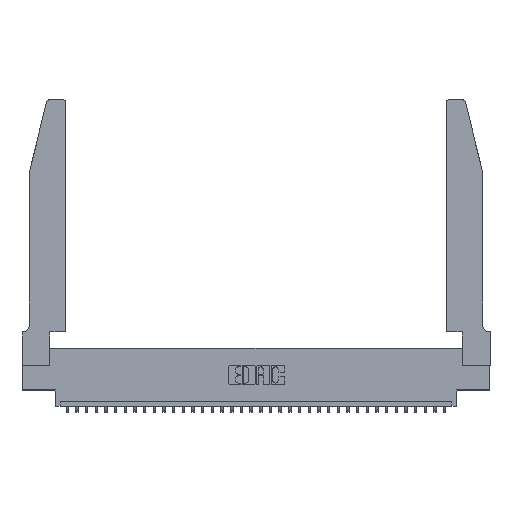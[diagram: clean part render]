
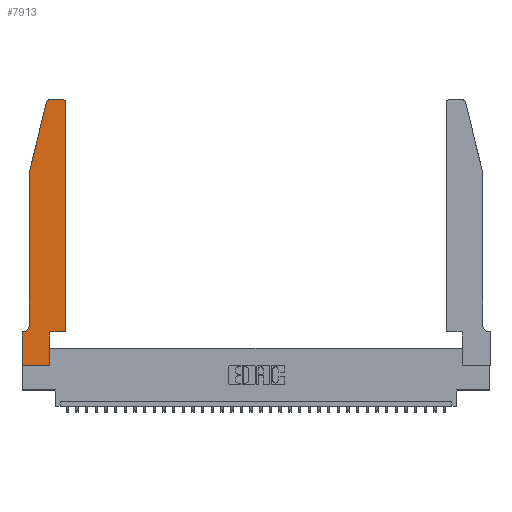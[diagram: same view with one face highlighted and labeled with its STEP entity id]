
A CAD part, top view. The second image highlights one B-rep face of the part: STEP entity #7913.
In plain terms, the highlighted planar face has unit normal (0, 0, 1).
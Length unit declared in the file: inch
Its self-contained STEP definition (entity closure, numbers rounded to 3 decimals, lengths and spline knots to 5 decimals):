
#78 = CIRCLE ( 'NONE', #11687, 0.07 ) ;
#159 = DIRECTION ( 'NONE',  ( 0., 0., 1. ) ) ;
#305 = EDGE_CURVE ( 'NONE', #10972, #17233, #7249, .T. ) ;
#1209 = DIRECTION ( 'NONE',  ( -1., 0., 0. ) ) ;
#1342 = LINE ( 'NONE', #31991, #3397 ) ;
#1419 = CARTESIAN_POINT ( 'NONE',  ( 0.0755, 0.42, 0.37 ) ) ;
#1698 = DIRECTION ( 'NONE',  ( 1., 0., 0. ) ) ;
#1868 = AXIS2_PLACEMENT_3D ( 'NONE', #27260, #159, #10938 ) ;
#1957 = EDGE_CURVE ( 'NONE', #20117, #14536, #5842, .T. ) ;
#2120 = VERTEX_POINT ( 'NONE', #34430 ) ;
#2482 = DIRECTION ( 'NONE',  ( -1., 0., 0. ) ) ;
#2497 = AXIS2_PLACEMENT_3D ( 'NONE', #12435, #17651, #1698 ) ;
#3364 = AXIS2_PLACEMENT_3D ( 'NONE', #20470, #14859, #33898 ) ;
#3397 = VECTOR ( 'NONE', #29467, 39.37008 ) ;
#4280 = EDGE_CURVE ( 'NONE', #23099, #2120, #11151, .T. ) ;
#4666 = LINE ( 'NONE', #7282, #28972 ) ;
#5646 = ORIENTED_EDGE ( 'NONE', *, *, #33115, .T. ) ;
#5842 = CIRCLE ( 'NONE', #3364, 0.03 ) ;
#6060 = ORIENTED_EDGE ( 'NONE', *, *, #29017, .T. ) ;
#6262 = EDGE_CURVE ( 'NONE', #33135, #20264, #25501, .T. ) ;
#6383 = EDGE_CURVE ( 'NONE', #31389, #10319, #19973, .T. ) ;
#7133 = ORIENTED_EDGE ( 'NONE', *, *, #29462, .T. ) ;
#7249 = LINE ( 'NONE', #17855, #28109 ) ;
#7282 = CARTESIAN_POINT ( 'NONE',  ( 0., 0., 0.37 ) ) ;
#7605 = DIRECTION ( 'NONE',  ( 0., 1., 0. ) ) ;
#7769 = VERTEX_POINT ( 'NONE', #23771 ) ;
#7913 = ADVANCED_FACE ( 'NONE', ( #16856 ), #21845, .T. ) ;
#9004 = ORIENTED_EDGE ( 'NONE', *, *, #4280, .T. ) ;
#10319 = VERTEX_POINT ( 'NONE', #15128 ) ;
#10683 = VECTOR ( 'NONE', #30019, 39.37008 ) ;
#10705 = EDGE_CURVE ( 'NONE', #10319, #7769, #18879, .T. ) ;
#10938 = DIRECTION ( 'NONE',  ( 1., 0., 0. ) ) ;
#10972 = VERTEX_POINT ( 'NONE', #12861 ) ;
#11151 = LINE ( 'NONE', #23654, #15481 ) ;
#11687 = AXIS2_PLACEMENT_3D ( 'NONE', #12303, #15163, #1209 ) ;
#12303 = CARTESIAN_POINT ( 'NONE',  ( 0.0055, 0.42, 0.37 ) ) ;
#12435 = CARTESIAN_POINT ( 'NONE',  ( 0.284, 2.72, 0.37 ) ) ;
#12861 = CARTESIAN_POINT ( 'NONE',  ( 0.0755, 2., 0.37 ) ) ;
#14489 = ORIENTED_EDGE ( 'NONE', *, *, #27705, .T. ) ;
#14536 = VERTEX_POINT ( 'NONE', #21936 ) ;
#14859 = DIRECTION ( 'NONE',  ( 0., 0., 1. ) ) ;
#15128 = CARTESIAN_POINT ( 'NONE',  ( 0.2865, 0.35, 0.37 ) ) ;
#15163 = DIRECTION ( 'NONE',  ( 0., 0., -1. ) ) ;
#15176 = EDGE_LOOP ( 'NONE', ( #6060, #20396, #14489, #21941, #5646, #9004, #7133, #33184, #16114, #29409, #15887, #20794 ) ) ;
#15481 = VECTOR ( 'NONE', #2482, 39.37008 ) ;
#15887 = ORIENTED_EDGE ( 'NONE', *, *, #26613, .T. ) ;
#15993 = CARTESIAN_POINT ( 'NONE',  ( 0.2865, 0.35, 0.37 ) ) ;
#16114 = ORIENTED_EDGE ( 'NONE', *, *, #6383, .T. ) ;
#16856 = FACE_OUTER_BOUND ( 'NONE', #15176, .T. ) ;
#16960 = CARTESIAN_POINT ( 'NONE',  ( 0.4505, 0.35, 0.37 ) ) ;
#17233 = VERTEX_POINT ( 'NONE', #1419 ) ;
#17651 = DIRECTION ( 'NONE',  ( 0., 0., 1. ) ) ;
#17855 = CARTESIAN_POINT ( 'NONE',  ( 0.0755, 2., 0.37 ) ) ;
#18145 = DIRECTION ( 'NONE',  ( 0., -1., 0. ) ) ;
#18285 = VECTOR ( 'NONE', #7605, 39.37008 ) ;
#18879 = LINE ( 'NONE', #32068, #32518 ) ;
#19973 = LINE ( 'NONE', #15993, #18285 ) ;
#20117 = VERTEX_POINT ( 'NONE', #20311 ) ;
#20264 = VERTEX_POINT ( 'NONE', #20910 ) ;
#20311 = CARTESIAN_POINT ( 'NONE',  ( 0.4505, 2.72, 0.37 ) ) ;
#20396 = ORIENTED_EDGE ( 'NONE', *, *, #6262, .T. ) ;
#20470 = CARTESIAN_POINT ( 'NONE',  ( 0.4205, 2.72, 0.37 ) ) ;
#20794 = ORIENTED_EDGE ( 'NONE', *, *, #1957, .T. ) ;
#20910 = CARTESIAN_POINT ( 'NONE',  ( 0.25487, 2.72718, 0.37 ) ) ;
#21287 = CARTESIAN_POINT ( 'NONE',  ( 0.2605, 2.75, 0.37 ) ) ;
#21354 = CARTESIAN_POINT ( 'NONE',  ( 0.0055, 0.35, 0.37 ) ) ;
#21580 = CARTESIAN_POINT ( 'NONE',  ( 0.0755, 2., 0.37 ) ) ;
#21671 = DIRECTION ( 'NONE',  ( 1., 0., 0. ) ) ;
#21845 = PLANE ( 'NONE',  #1868 ) ;
#21936 = CARTESIAN_POINT ( 'NONE',  ( 0.4205, 2.75, 0.37 ) ) ;
#21941 = ORIENTED_EDGE ( 'NONE', *, *, #305, .T. ) ;
#22582 = DIRECTION ( 'NONE',  ( 0., 1., 0. ) ) ;
#23099 = VERTEX_POINT ( 'NONE', #21354 ) ;
#23654 = CARTESIAN_POINT ( 'NONE',  ( 0.0755, 0.35, 0.37 ) ) ;
#23771 = CARTESIAN_POINT ( 'NONE',  ( 0.4505, 0.35, 0.37 ) ) ;
#24335 = DIRECTION ( 'NONE',  ( -0.239, -0.971, 0. ) ) ;
#24401 = VECTOR ( 'NONE', #24335, 39.37008 ) ;
#25501 = CIRCLE ( 'NONE', #2497, 0.03 ) ;
#26460 = CARTESIAN_POINT ( 'NONE',  ( 0.2865, 0., 0.37 ) ) ;
#26613 = EDGE_CURVE ( 'NONE', #7769, #20117, #29533, .T. ) ;
#27260 = CARTESIAN_POINT ( 'NONE',  ( 0., 0.35, 0.37 ) ) ;
#27448 = CARTESIAN_POINT ( 'NONE',  ( 0., 0., 0.37 ) ) ;
#27705 = EDGE_CURVE ( 'NONE', #20264, #10972, #30760, .T. ) ;
#27784 = VECTOR ( 'NONE', #22582, 39.37008 ) ;
#28109 = VECTOR ( 'NONE', #34521, 39.37008 ) ;
#28504 = VERTEX_POINT ( 'NONE', #27448 ) ;
#28595 = LINE ( 'NONE', #21287, #10683 ) ;
#28950 = EDGE_CURVE ( 'NONE', #28504, #31389, #1342, .T. ) ;
#28972 = VECTOR ( 'NONE', #18145, 39.37008 ) ;
#29017 = EDGE_CURVE ( 'NONE', #14536, #33135, #28595, .T. ) ;
#29409 = ORIENTED_EDGE ( 'NONE', *, *, #10705, .T. ) ;
#29462 = EDGE_CURVE ( 'NONE', #2120, #28504, #4666, .T. ) ;
#29467 = DIRECTION ( 'NONE',  ( 1., 0., 0. ) ) ;
#29533 = LINE ( 'NONE', #16960, #27784 ) ;
#30019 = DIRECTION ( 'NONE',  ( -1., 0., 0. ) ) ;
#30760 = LINE ( 'NONE', #21580, #24401 ) ;
#31389 = VERTEX_POINT ( 'NONE', #26460 ) ;
#31991 = CARTESIAN_POINT ( 'NONE',  ( 0., 0., 0.37 ) ) ;
#32068 = CARTESIAN_POINT ( 'NONE',  ( 0.4505, 0.35, 0.37 ) ) ;
#32518 = VECTOR ( 'NONE', #21671, 39.37008 ) ;
#33115 = EDGE_CURVE ( 'NONE', #17233, #23099, #78, .T. ) ;
#33135 = VERTEX_POINT ( 'NONE', #33718 ) ;
#33184 = ORIENTED_EDGE ( 'NONE', *, *, #28950, .T. ) ;
#33718 = CARTESIAN_POINT ( 'NONE',  ( 0.284, 2.75, 0.37 ) ) ;
#33898 = DIRECTION ( 'NONE',  ( 1., 0., 0. ) ) ;
#34430 = CARTESIAN_POINT ( 'NONE',  ( 0., 0.35, 0.37 ) ) ;
#34521 = DIRECTION ( 'NONE',  ( 0., -1., 0. ) ) ;
